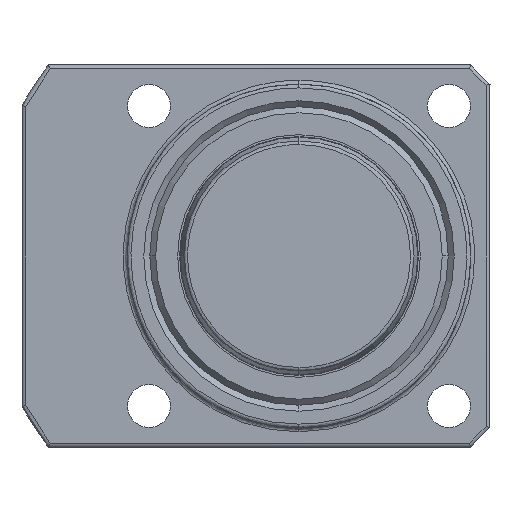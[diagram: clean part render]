
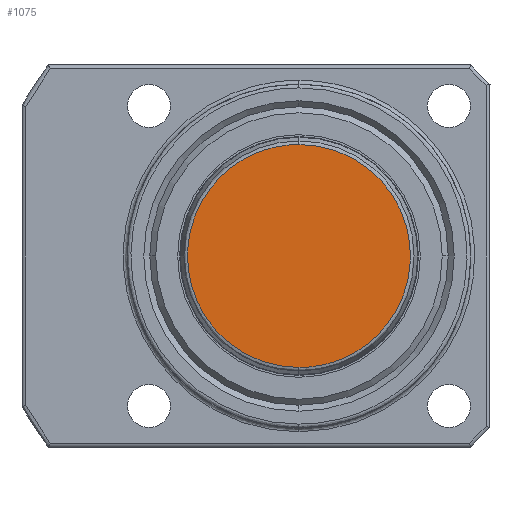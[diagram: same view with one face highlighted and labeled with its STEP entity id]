
A CAD part, front view. The second image highlights one B-rep face of the part: STEP entity #1075.
In plain terms, the highlighted planar face has unit normal (0, -1, 0).
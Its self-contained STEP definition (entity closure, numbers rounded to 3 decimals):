
#380 = DIRECTION ( 'NONE',  ( 0., 0., 1. ) ) ;
#381 = DIRECTION ( 'NONE',  ( 0., 1., 0. ) ) ;
#383 = PLANE ( 'NONE',  #1420 ) ;
#385 = CARTESIAN_POINT ( 'NONE',  ( 0., 0., 0. ) ) ;
#477 = VERTEX_POINT ( 'NONE', #3293 ) ;
#508 = ORIENTED_EDGE ( 'NONE', *, *, #3510, .F. ) ;
#583 = VERTEX_POINT ( 'NONE', #3492 ) ;
#602 = ORIENTED_EDGE ( 'NONE', *, *, #2168, .F. ) ;
#1075 = ADVANCED_FACE ( 'N', ( #2840 ), #383, .F. ) ;
#1135 =( BOUNDED_CURVE ( )  B_SPLINE_CURVE ( 3, ( #3973, #3972, #3967, #3966 ),
 .UNSPECIFIED., .F., .T. ) 
 B_SPLINE_CURVE_WITH_KNOTS ( ( 4, 4 ),
 ( 0., 1. ),
 .UNSPECIFIED. ) 
 CURVE ( )  GEOMETRIC_REPRESENTATION_ITEM ( )  RATIONAL_B_SPLINE_CURVE ( ( 1., 0.333, 0.333, 1. ) ) 
 REPRESENTATION_ITEM ( '' )  );
#1141 =( BOUNDED_CURVE ( )  B_SPLINE_CURVE ( 3, ( #4117, #4121, #4111, #4110 ),
 .UNSPECIFIED., .F., .F. ) 
 B_SPLINE_CURVE_WITH_KNOTS ( ( 4, 4 ),
 ( 0., 1. ),
 .UNSPECIFIED. ) 
 CURVE ( )  GEOMETRIC_REPRESENTATION_ITEM ( )  RATIONAL_B_SPLINE_CURVE ( ( 1., 0.333, 0.333, 1. ) ) 
 REPRESENTATION_ITEM ( '' )  );
#1420 = AXIS2_PLACEMENT_3D ( 'NONE', #385, #381, #380 ) ;
#2168 = EDGE_CURVE ( 'NONE', #477, #583, #1141, .T. ) ;
#2840 = FACE_OUTER_BOUND ( 'NONE', #3036, .T. ) ;
#3036 = EDGE_LOOP ( 'NONE', ( #602, #508 ) ) ;
#3293 = CARTESIAN_POINT ( 'NONE',  ( 0., 0., 11.674 ) ) ;
#3492 = CARTESIAN_POINT ( 'NONE',  ( 0., 0., -11.674 ) ) ;
#3510 = EDGE_CURVE ( 'NONE', #583, #477, #1135, .T. ) ;
#3966 = CARTESIAN_POINT ( 'NONE',  ( 0., 0., 11.674 ) ) ;
#3967 = CARTESIAN_POINT ( 'NONE',  ( -23.348, 0., 11.674 ) ) ;
#3972 = CARTESIAN_POINT ( 'NONE',  ( -23.348, 0., -11.674 ) ) ;
#3973 = CARTESIAN_POINT ( 'NONE',  ( 0., 0., -11.674 ) ) ;
#4110 = CARTESIAN_POINT ( 'NONE',  ( 0., 0., -11.674 ) ) ;
#4111 = CARTESIAN_POINT ( 'NONE',  ( 23.348, 0., -11.674 ) ) ;
#4117 = CARTESIAN_POINT ( 'NONE',  ( 0., 0., 11.674 ) ) ;
#4121 = CARTESIAN_POINT ( 'NONE',  ( 23.348, 0., 11.674 ) ) ;
